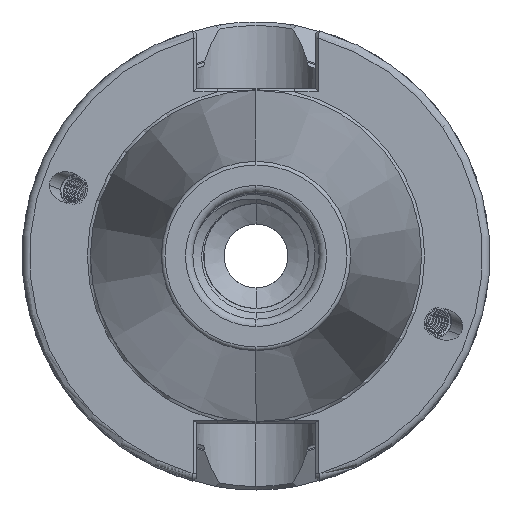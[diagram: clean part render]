
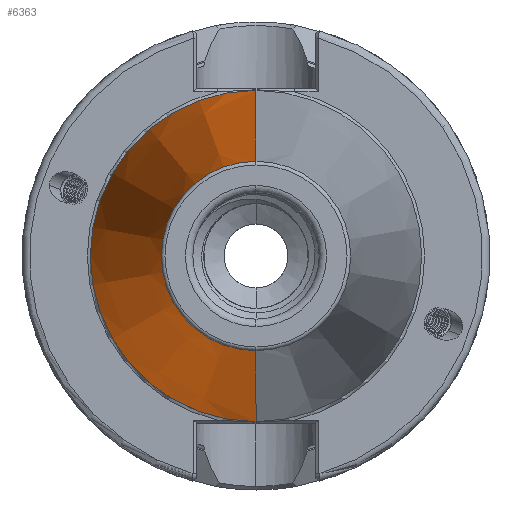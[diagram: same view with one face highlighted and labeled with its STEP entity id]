
A CAD part, left-side view. The second image highlights one B-rep face of the part: STEP entity #6363.
In plain terms, the highlighted conical face has half-angle 8.297 degrees and reference radius 22.298 mm.
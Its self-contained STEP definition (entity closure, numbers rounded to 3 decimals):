
#1770 = CARTESIAN_POINT ( 'NONE',  ( -1.5, 0., -22.298 ) ) ;
#1771 = CARTESIAN_POINT ( 'NONE',  ( -1.5, 0., 22.298 ) ) ;
#1772 = CARTESIAN_POINT ( 'NONE',  ( -66.972, 0., -12.75 ) ) ;
#1773 = CARTESIAN_POINT ( 'NONE',  ( -66.972, 0., 12.75 ) ) ;
#1882 = CARTESIAN_POINT ( 'NONE',  ( -1.5, 0., 0. ) ) ;
#1883 = DIRECTION ( 'NONE',  ( 1., 0., 0. ) ) ;
#1884 = DIRECTION ( 'NONE',  ( 0., 0., -1. ) ) ;
#3265 = ORIENTED_EDGE ( 'NONE', *, *, #9071, .F. ) ;
#3266 = ORIENTED_EDGE ( 'NONE', *, *, #9073, .T. ) ;
#3267 = ORIENTED_EDGE ( 'NONE', *, *, #9075, .F. ) ;
#3268 = ORIENTED_EDGE ( 'NONE', *, *, #9072, .T. ) ;
#3420 = EDGE_LOOP ( 'NONE', ( #3268, #3266, #3267, #3265 ) ) ;
#4103 = AXIS2_PLACEMENT_3D ( 'NONE', #1882, #1883, #1884 ) ;
#4126 = CONICAL_SURFACE ( 'NONE', #4103, 22.298, 0.145 ) ;
#4629 = CARTESIAN_POINT ( 'NONE',  ( -66.972, 0., 0. ) ) ;
#4630 = LINE ( 'NONE', #4631, #6130 ) ;
#4631 = CARTESIAN_POINT ( 'NONE',  ( -1.5, 0., -22.298 ) ) ;
#4632 = DIRECTION ( 'NONE',  ( 0.99, 0., -0.144 ) ) ;
#4633 = DIRECTION ( 'NONE',  ( 1., 0., 0. ) ) ;
#4634 = DIRECTION ( 'NONE',  ( 0., 0., -1. ) ) ;
#4635 = CARTESIAN_POINT ( 'NONE',  ( -1.5, 0., 0. ) ) ;
#4636 = LINE ( 'NONE', #4637, #6132 ) ;
#4637 = CARTESIAN_POINT ( 'NONE',  ( -1.5, 0., 22.298 ) ) ;
#4638 = DIRECTION ( 'NONE',  ( 0.99, 0., 0.144 ) ) ;
#4642 = DIRECTION ( 'NONE',  ( 1., 0., 0. ) ) ;
#4643 = DIRECTION ( 'NONE',  ( 0., 0., -1. ) ) ;
#5179 = VERTEX_POINT ( 'NONE', #1770 ) ;
#5180 = VERTEX_POINT ( 'NONE', #1771 ) ;
#5181 = VERTEX_POINT ( 'NONE', #1772 ) ;
#5182 = VERTEX_POINT ( 'NONE', #1773 ) ;
#6127 = AXIS2_PLACEMENT_3D ( 'NONE', #4629, #4633, #4634 ) ;
#6130 = VECTOR ( 'NONE', #4632, 1000. ) ;
#6131 = AXIS2_PLACEMENT_3D ( 'NONE', #4635, #4642, #4643 ) ;
#6132 = VECTOR ( 'NONE', #4638, 1000. ) ;
#6236 = CIRCLE ( 'NONE', #6127, 12.75 ) ;
#6237 = CIRCLE ( 'NONE', #6131, 22.298 ) ;
#6312 = FACE_OUTER_BOUND ( 'NONE', #3420, .T. ) ;
#6363 = ADVANCED_FACE ( 'NONE', ( #6312 ), #4126, .T. ) ;
#9071 = EDGE_CURVE ( 'NONE', #5181, #5179, #4630, .T. ) ;
#9072 = EDGE_CURVE ( 'NONE', #5181, #5182, #6236, .T. ) ;
#9073 = EDGE_CURVE ( 'NONE', #5182, #5180, #4636, .T. ) ;
#9075 = EDGE_CURVE ( 'NONE', #5179, #5180, #6237, .T. ) ;
